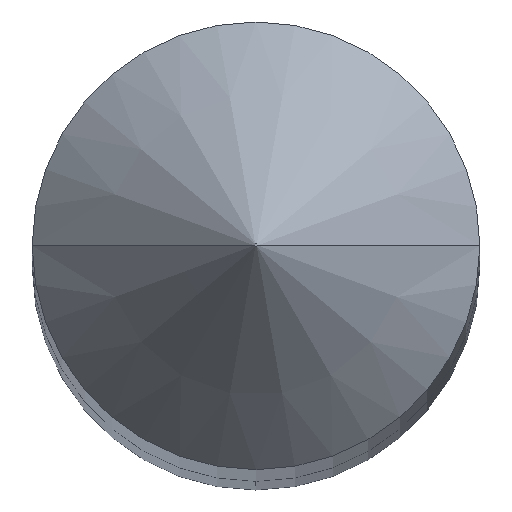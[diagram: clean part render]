
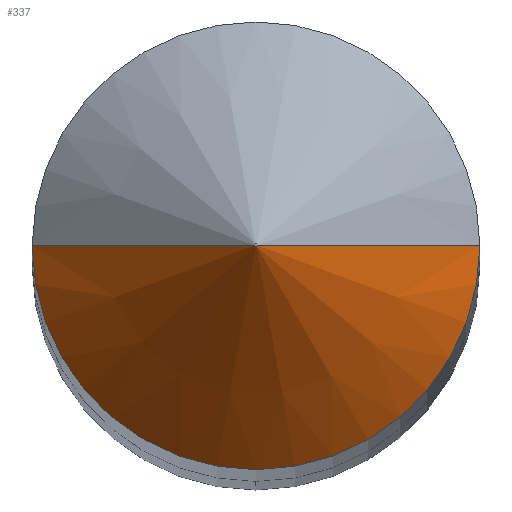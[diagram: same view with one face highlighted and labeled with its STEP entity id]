
A CAD part, top view. The second image highlights one B-rep face of the part: STEP entity #337.
In plain terms, the highlighted conical face has half-angle 45 degrees and reference radius 0.8 mm.
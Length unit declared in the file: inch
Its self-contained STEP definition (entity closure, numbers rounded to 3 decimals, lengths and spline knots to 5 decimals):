
#14 = DIRECTION ( 'NONE',  ( 0.707, 0., -0.707 ) ) ;
#17 = EDGE_CURVE ( 'NONE', #390, #333, #260, .T. ) ;
#25 = EDGE_CURVE ( 'NONE', #390, #152, #156, .T. ) ;
#30 = AXIS2_PLACEMENT_3D ( 'NONE', #356, #387, #53 ) ;
#34 = DIRECTION ( 'NONE',  ( 0., 0., 1. ) ) ;
#41 = DIRECTION ( 'NONE',  ( 1., 0., 0. ) ) ;
#45 = CARTESIAN_POINT ( 'NONE',  ( 0.0315, 0., -0.03125 ) ) ;
#53 = DIRECTION ( 'NONE',  ( -1., 0., 0. ) ) ;
#87 = EDGE_CURVE ( 'NONE', #152, #247, #199, .T. ) ;
#98 = CARTESIAN_POINT ( 'NONE',  ( 0., 0., 0. ) ) ;
#121 = FACE_OUTER_BOUND ( 'NONE', #195, .T. ) ;
#123 = AXIS2_PLACEMENT_3D ( 'NONE', #98, #257, #41 ) ;
#152 = VERTEX_POINT ( 'NONE', #344 ) ;
#156 = CIRCLE ( 'NONE', #123, 0.00025 ) ;
#189 = VECTOR ( 'NONE', #223, 39.37008 ) ;
#195 = EDGE_LOOP ( 'NONE', ( #309, #196, #366, #216 ) ) ;
#196 = ORIENTED_EDGE ( 'NONE', *, *, #25, .F. ) ;
#199 = LINE ( 'NONE', #45, #331 ) ;
#216 = ORIENTED_EDGE ( 'NONE', *, *, #378, .T. ) ;
#223 = DIRECTION ( 'NONE',  ( -0.707, 0., -0.707 ) ) ;
#238 = AXIS2_PLACEMENT_3D ( 'NONE', #304, #34, #375 ) ;
#247 = VERTEX_POINT ( 'NONE', #373 ) ;
#257 = DIRECTION ( 'NONE',  ( 0., 0., 1. ) ) ;
#260 = LINE ( 'NONE', #323, #189 ) ;
#270 = CONICAL_SURFACE ( 'NONE', #30, 0.0315, 0.785 ) ;
#276 = CARTESIAN_POINT ( 'NONE',  ( -0.0315, 0., -0.03125 ) ) ;
#291 = CARTESIAN_POINT ( 'NONE',  ( -0.00025, 0., 0. ) ) ;
#304 = CARTESIAN_POINT ( 'NONE',  ( 0., 0., -0.03125 ) ) ;
#309 = ORIENTED_EDGE ( 'NONE', *, *, #87, .F. ) ;
#322 = CIRCLE ( 'NONE', #238, 0.0315 ) ;
#323 = CARTESIAN_POINT ( 'NONE',  ( -0.0315, 0., -0.03125 ) ) ;
#331 = VECTOR ( 'NONE', #14, 39.37008 ) ;
#333 = VERTEX_POINT ( 'NONE', #276 ) ;
#337 = ADVANCED_FACE ( 'NONE', ( #121 ), #270, .T. ) ;
#344 = CARTESIAN_POINT ( 'NONE',  ( 0.00025, 0., 0. ) ) ;
#356 = CARTESIAN_POINT ( 'NONE',  ( 0., 0., -0.03125 ) ) ;
#366 = ORIENTED_EDGE ( 'NONE', *, *, #17, .T. ) ;
#373 = CARTESIAN_POINT ( 'NONE',  ( 0.0315, 0., -0.03125 ) ) ;
#375 = DIRECTION ( 'NONE',  ( 1., 0., 0. ) ) ;
#378 = EDGE_CURVE ( 'NONE', #333, #247, #322, .T. ) ;
#387 = DIRECTION ( 'NONE',  ( 0., 0., -1. ) ) ;
#390 = VERTEX_POINT ( 'NONE', #291 ) ;
